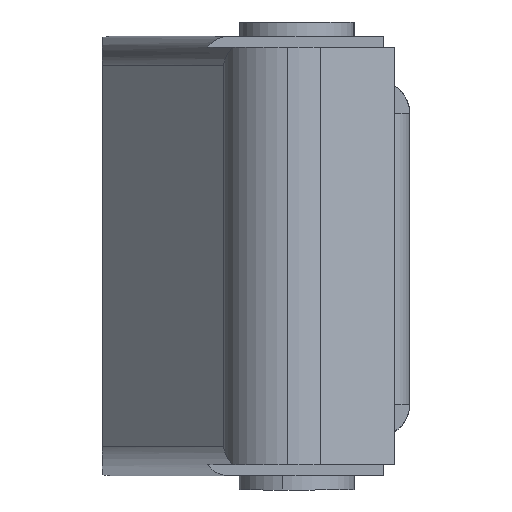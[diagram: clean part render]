
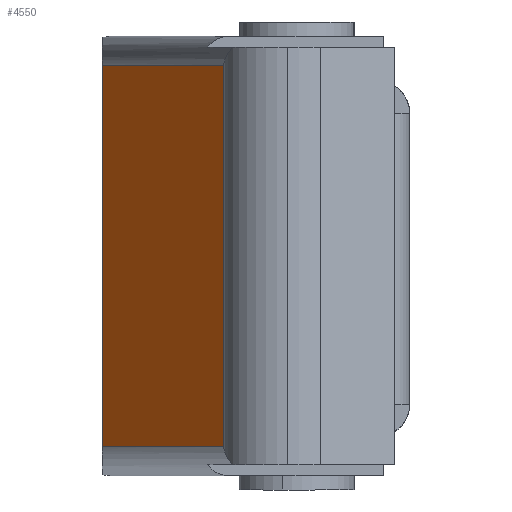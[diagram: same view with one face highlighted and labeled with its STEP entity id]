
A CAD part, left-side view. The second image highlights one B-rep face of the part: STEP entity #4550.
In plain terms, the highlighted face is planar.
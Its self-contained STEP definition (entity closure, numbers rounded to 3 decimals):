
#96 = CARTESIAN_POINT ( 'NONE',  ( -18.084, -1.5, 1.25 ) ) ;
#100 = EDGE_CURVE ( 'NONE', #3834, #2412, #4744, .T. ) ;
#495 = DIRECTION ( 'NONE',  ( -0.994, 0.111, 0. ) ) ;
#504 = LINE ( 'NONE', #1471, #3786 ) ;
#518 = ORIENTED_EDGE ( 'NONE', *, *, #4753, .F. ) ;
#550 = CARTESIAN_POINT ( 'NONE',  ( -93.002, 6.903, 1.25 ) ) ;
#605 = ORIENTED_EDGE ( 'NONE', *, *, #100, .T. ) ;
#637 = CARTESIAN_POINT ( 'NONE',  ( -18.084, -1.5, 29. ) ) ;
#639 = VECTOR ( 'NONE', #2933, 1000. ) ;
#732 = VERTEX_POINT ( 'NONE', #550 ) ;
#1291 = CARTESIAN_POINT ( 'NONE',  ( -18.084, -1.5, 29. ) ) ;
#1407 = EDGE_CURVE ( 'NONE', #732, #1609, #3049, .T. ) ;
#1425 = VECTOR ( 'NONE', #3857, 1000. ) ;
#1465 = ORIENTED_EDGE ( 'NONE', *, *, #4554, .T. ) ;
#1471 = CARTESIAN_POINT ( 'NONE',  ( -93.002, 6.903, 29. ) ) ;
#1609 = VERTEX_POINT ( 'NONE', #96 ) ;
#1628 = FACE_OUTER_BOUND ( 'NONE', #4433, .T. ) ;
#1916 = DIRECTION ( 'NONE',  ( 0.111, 0.994, 0. ) ) ;
#2161 = AXIS2_PLACEMENT_3D ( 'NONE', #637, #1916, #4921 ) ;
#2412 = VERTEX_POINT ( 'NONE', #2744 ) ;
#2482 = CARTESIAN_POINT ( 'NONE',  ( -18.084, -1.5, 1.25 ) ) ;
#2583 = VECTOR ( 'NONE', #495, 1000. ) ;
#2744 = CARTESIAN_POINT ( 'NONE',  ( -93.002, 6.903, 27.75 ) ) ;
#2933 = DIRECTION ( 'NONE',  ( 0.994, -0.111, 0. ) ) ;
#3016 = ORIENTED_EDGE ( 'NONE', *, *, #1407, .T. ) ;
#3048 = CARTESIAN_POINT ( 'NONE',  ( -79.967, 5.441, 27.75 ) ) ;
#3049 = LINE ( 'NONE', #2482, #639 ) ;
#3213 = DIRECTION ( 'NONE',  ( 0., 0., -1. ) ) ;
#3630 = PLANE ( 'NONE',  #2161 ) ;
#3786 = VECTOR ( 'NONE', #3213, 1000. ) ;
#3834 = VERTEX_POINT ( 'NONE', #5306 ) ;
#3857 = DIRECTION ( 'NONE',  ( 0., 0., -1. ) ) ;
#4433 = EDGE_LOOP ( 'NONE', ( #1465, #3016, #518, #605 ) ) ;
#4550 = ADVANCED_FACE ( 'NONE', ( #1628 ), #3630, .F. ) ;
#4554 = EDGE_CURVE ( 'NONE', #2412, #732, #504, .T. ) ;
#4744 = LINE ( 'NONE', #3048, #2583 ) ;
#4753 = EDGE_CURVE ( 'NONE', #3834, #1609, #4977, .T. ) ;
#4921 = DIRECTION ( 'NONE',  ( -0.994, 0.111, 0. ) ) ;
#4977 = LINE ( 'NONE', #1291, #1425 ) ;
#5306 = CARTESIAN_POINT ( 'NONE',  ( -18.084, -1.5, 27.75 ) ) ;
